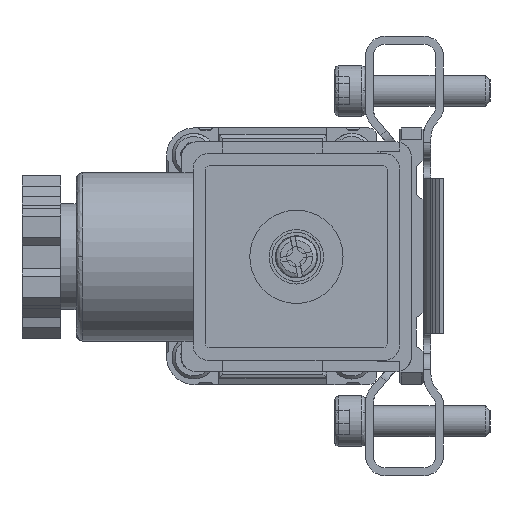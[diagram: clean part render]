
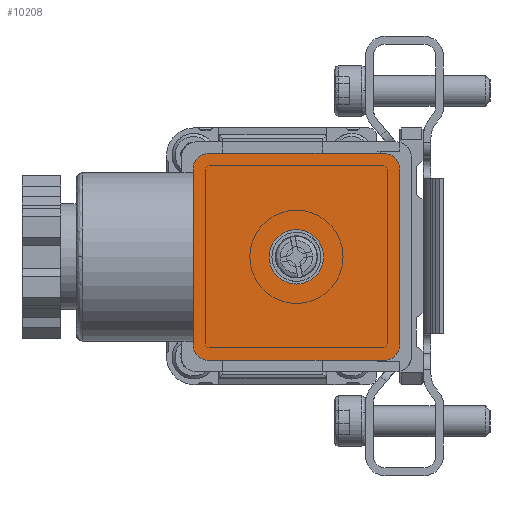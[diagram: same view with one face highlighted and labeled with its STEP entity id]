
A CAD part, left-side view. The second image highlights one B-rep face of the part: STEP entity #10208.
In plain terms, the highlighted planar face has unit normal (-1, 0, 0).
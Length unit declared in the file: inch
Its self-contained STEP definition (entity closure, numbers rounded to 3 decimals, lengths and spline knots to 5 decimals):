
#4 = CARTESIAN_POINT ( 'NONE',  ( -1.07087, 1.16535, 0.12282 ) ) ;
#996 = VERTEX_POINT ( 'NONE', #26425 ) ;
#1038 = DIRECTION ( 'NONE',  ( 1., 0., 0. ) ) ;
#1846 = DIRECTION ( 'NONE',  ( -1., 0., 0. ) ) ;
#2152 = DIRECTION ( 'NONE',  ( 1., 0., 0. ) ) ;
#2522 = CIRCLE ( 'NONE', #6491, 0.07874 ) ;
#2803 = LINE ( 'NONE', #4, #5068 ) ;
#3244 = VERTEX_POINT ( 'NONE', #23774 ) ;
#3458 = EDGE_CURVE ( 'NONE', #24042, #16075, #8159, .T. ) ;
#3926 = EDGE_LOOP ( 'NONE', ( #16703 ) ) ;
#5022 = DIRECTION ( 'NONE',  ( 0., -1., 0. ) ) ;
#5068 = VECTOR ( 'NONE', #12285, 39.37008 ) ;
#6040 = AXIS2_PLACEMENT_3D ( 'NONE', #20018, #1038, #29628 ) ;
#6491 = AXIS2_PLACEMENT_3D ( 'NONE', #12175, #26598, #5022 ) ;
#6765 = DIRECTION ( 'NONE',  ( 0., 0., -1. ) ) ;
#7639 = CARTESIAN_POINT ( 'NONE',  ( -1.07087, 1.16535, 1.09133 ) ) ;
#7862 = CIRCLE ( 'NONE', #13815, 0.07874 ) ;
#8159 = CIRCLE ( 'NONE', #14601, 0.07874 ) ;
#8833 = DIRECTION ( 'NONE',  ( 0., -1., 0. ) ) ;
#9285 = EDGE_CURVE ( 'NONE', #18592, #18592, #25087, .T. ) ;
#9454 = CARTESIAN_POINT ( 'NONE',  ( -1.07087, 1.16535, 1.17007 ) ) ;
#9636 = CARTESIAN_POINT ( 'NONE',  ( -1.07087, 1.08661, 0.20156 ) ) ;
#9948 = VECTOR ( 'NONE', #26545, 39.37008 ) ;
#10208 = ADVANCED_FACE ( 'NONE', ( #25960, #16643 ), #11978, .F. ) ;
#11265 = LINE ( 'NONE', #15775, #14465 ) ;
#11376 = ORIENTED_EDGE ( 'NONE', *, *, #29085, .F. ) ;
#11597 = CARTESIAN_POINT ( 'NONE',  ( -1.07087, 0.64173, 0.50865 ) ) ;
#11978 = PLANE ( 'NONE',  #23641 ) ;
#12175 = CARTESIAN_POINT ( 'NONE',  ( -1.07087, 0.19685, 1.09133 ) ) ;
#12285 = DIRECTION ( 'NONE',  ( 0., 1., 0. ) ) ;
#13287 = VERTEX_POINT ( 'NONE', #18041 ) ;
#13444 = EDGE_LOOP ( 'NONE', ( #19431, #25297, #28329, #28789, #18233, #30022, #11376, #14930 ) ) ;
#13815 = AXIS2_PLACEMENT_3D ( 'NONE', #9636, #19117, #28582 ) ;
#14465 = VECTOR ( 'NONE', #6765, 39.37008 ) ;
#14601 = AXIS2_PLACEMENT_3D ( 'NONE', #20802, #2152, #8833 ) ;
#14930 = ORIENTED_EDGE ( 'NONE', *, *, #20185, .F. ) ;
#15775 = CARTESIAN_POINT ( 'NONE',  ( -1.07087, 0.11811, 0.12282 ) ) ;
#16075 = VERTEX_POINT ( 'NONE', #17038 ) ;
#16643 = FACE_BOUND ( 'NONE', #3926, .T. ) ;
#16703 = ORIENTED_EDGE ( 'NONE', *, *, #9285, .F. ) ;
#16794 = DIRECTION ( 'NONE',  ( 1., 0., 0. ) ) ;
#16949 = CIRCLE ( 'NONE', #6040, 0.07874 ) ;
#17038 = CARTESIAN_POINT ( 'NONE',  ( -1.07087, 1.08661, 1.17007 ) ) ;
#17518 = VECTOR ( 'NONE', #20555, 39.37008 ) ;
#17642 = AXIS2_PLACEMENT_3D ( 'NONE', #20338, #1846, #30263 ) ;
#18041 = CARTESIAN_POINT ( 'NONE',  ( -1.07087, 1.16535, 0.20156 ) ) ;
#18217 = CARTESIAN_POINT ( 'NONE',  ( -1.07087, 1.16535, 0.12282 ) ) ;
#18233 = ORIENTED_EDGE ( 'NONE', *, *, #25672, .F. ) ;
#18592 = VERTEX_POINT ( 'NONE', #11597 ) ;
#18817 = CARTESIAN_POINT ( 'NONE',  ( -1.07087, 1.16535, 0.12282 ) ) ;
#19117 = DIRECTION ( 'NONE',  ( 1., 0., 0. ) ) ;
#19431 = ORIENTED_EDGE ( 'NONE', *, *, #24016, .F. ) ;
#20018 = CARTESIAN_POINT ( 'NONE',  ( -1.07087, 0.19685, 0.20156 ) ) ;
#20185 = EDGE_CURVE ( 'NONE', #28498, #13287, #7862, .T. ) ;
#20338 = CARTESIAN_POINT ( 'NONE',  ( -1.07087, 0.64173, 0.64645 ) ) ;
#20555 = DIRECTION ( 'NONE',  ( 0., 0., 1. ) ) ;
#20704 = LINE ( 'NONE', #18217, #17518 ) ;
#20802 = CARTESIAN_POINT ( 'NONE',  ( -1.07087, 1.08661, 1.09133 ) ) ;
#22331 = EDGE_CURVE ( 'NONE', #3244, #996, #2522, .T. ) ;
#23276 = EDGE_CURVE ( 'NONE', #28812, #23529, #16949, .T. ) ;
#23529 = VERTEX_POINT ( 'NONE', #28945 ) ;
#23641 = AXIS2_PLACEMENT_3D ( 'NONE', #18817, #16794, #28270 ) ;
#23774 = CARTESIAN_POINT ( 'NONE',  ( -1.07087, 0.19685, 1.17007 ) ) ;
#24016 = EDGE_CURVE ( 'NONE', #23529, #28498, #2803, .T. ) ;
#24042 = VERTEX_POINT ( 'NONE', #7639 ) ;
#25087 = CIRCLE ( 'NONE', #17642, 0.1378 ) ;
#25297 = ORIENTED_EDGE ( 'NONE', *, *, #23276, .F. ) ;
#25672 = EDGE_CURVE ( 'NONE', #16075, #3244, #29033, .T. ) ;
#25960 = FACE_OUTER_BOUND ( 'NONE', #13444, .T. ) ;
#26154 = CARTESIAN_POINT ( 'NONE',  ( -1.07087, 0.11811, 0.20156 ) ) ;
#26425 = CARTESIAN_POINT ( 'NONE',  ( -1.07087, 0.11811, 1.09133 ) ) ;
#26545 = DIRECTION ( 'NONE',  ( 0., -1., 0. ) ) ;
#26598 = DIRECTION ( 'NONE',  ( 1., 0., 0. ) ) ;
#27411 = CARTESIAN_POINT ( 'NONE',  ( -1.07087, 1.08661, 0.12282 ) ) ;
#28270 = DIRECTION ( 'NONE',  ( 0., 0., 1. ) ) ;
#28329 = ORIENTED_EDGE ( 'NONE', *, *, #28687, .F. ) ;
#28498 = VERTEX_POINT ( 'NONE', #27411 ) ;
#28582 = DIRECTION ( 'NONE',  ( 0., -1., 0. ) ) ;
#28687 = EDGE_CURVE ( 'NONE', #996, #28812, #11265, .T. ) ;
#28789 = ORIENTED_EDGE ( 'NONE', *, *, #22331, .F. ) ;
#28812 = VERTEX_POINT ( 'NONE', #26154 ) ;
#28945 = CARTESIAN_POINT ( 'NONE',  ( -1.07087, 0.19685, 0.12282 ) ) ;
#29033 = LINE ( 'NONE', #9454, #9948 ) ;
#29085 = EDGE_CURVE ( 'NONE', #13287, #24042, #20704, .T. ) ;
#29628 = DIRECTION ( 'NONE',  ( 0., -1., 0. ) ) ;
#30022 = ORIENTED_EDGE ( 'NONE', *, *, #3458, .F. ) ;
#30263 = DIRECTION ( 'NONE',  ( 0., 0., -1. ) ) ;
